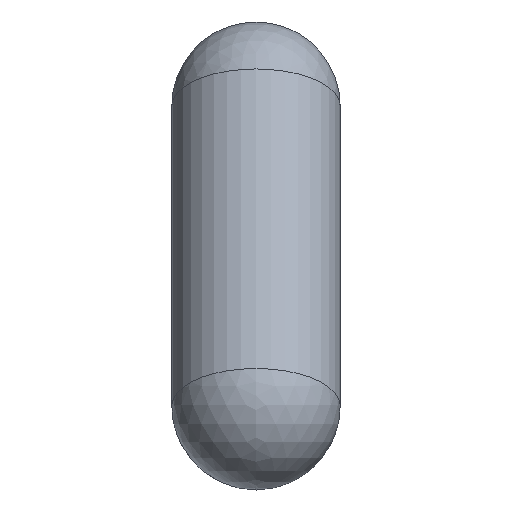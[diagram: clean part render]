
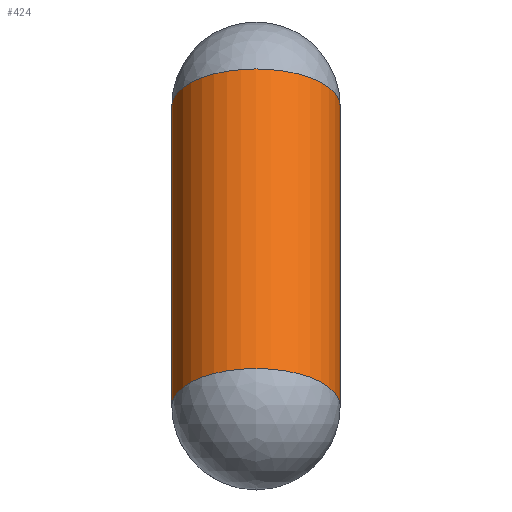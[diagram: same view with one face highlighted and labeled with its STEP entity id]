
A CAD part, left-side view. The second image highlights one B-rep face of the part: STEP entity #424.
In plain terms, the highlighted cylindrical face has radius 15 mm (diameter 30 mm), a partial arc.
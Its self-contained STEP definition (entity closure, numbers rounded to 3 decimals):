
#54=FACE_OUTER_BOUND('',#85,.T.);
#85=EDGE_LOOP('',(#349,#350,#351,#352,#353));
#114=CIRCLE('',#480,15.);
#116=CIRCLE('',#482,15.);
#120=CIRCLE('',#488,15.);
#139=LINE('',#843,#163);
#140=LINE('',#846,#164);
#163=VECTOR('',#600,10.);
#164=VECTOR('',#603,10.);
#206=VERTEX_POINT('',#830);
#207=VERTEX_POINT('',#831);
#209=VERTEX_POINT('',#835);
#210=VERTEX_POINT('',#842);
#211=VERTEX_POINT('',#844);
#256=EDGE_CURVE('',#206,#207,#114,.T.);
#258=EDGE_CURVE('',#207,#209,#116,.T.);
#262=EDGE_CURVE('',#206,#210,#139,.T.);
#263=EDGE_CURVE('',#211,#210,#120,.T.);
#264=EDGE_CURVE('',#211,#209,#140,.T.);
#349=ORIENTED_EDGE('',*,*,#256,.F.);
#350=ORIENTED_EDGE('',*,*,#262,.T.);
#351=ORIENTED_EDGE('',*,*,#263,.F.);
#352=ORIENTED_EDGE('',*,*,#264,.T.);
#353=ORIENTED_EDGE('',*,*,#258,.F.);
#404=CYLINDRICAL_SURFACE('',#487,15.);
#424=ADVANCED_FACE('',(#54),#404,.T.);
#480=AXIS2_PLACEMENT_3D('',#832,#584,#585);
#482=AXIS2_PLACEMENT_3D('',#836,#588,#589);
#487=AXIS2_PLACEMENT_3D('',#841,#598,#599);
#488=AXIS2_PLACEMENT_3D('',#845,#601,#602);
#584=DIRECTION('center_axis',(-0.442,0.,-0.897));
#585=DIRECTION('ref_axis',(-0.634,-0.707,0.313));
#588=DIRECTION('center_axis',(-0.442,0.,-0.897));
#589=DIRECTION('ref_axis',(-0.634,-0.707,0.313));
#598=DIRECTION('center_axis',(0.442,0.,0.897));
#599=DIRECTION('ref_axis',(-0.634,-0.707,0.313));
#600=DIRECTION('',(0.442,0.,0.897));
#601=DIRECTION('center_axis',(0.442,0.,0.897));
#602=DIRECTION('ref_axis',(-0.634,-0.707,0.313));
#603=DIRECTION('',(-0.442,0.,-0.897));
#830=CARTESIAN_POINT('',(-129.998,0.,6.641));
#831=CARTESIAN_POINT('',(-143.45,15.,13.277));
#832=CARTESIAN_POINT('Origin',(-129.998,15.,6.641));
#835=CARTESIAN_POINT('',(-129.998,30.,6.641));
#836=CARTESIAN_POINT('Origin',(-129.998,15.,6.641));
#841=CARTESIAN_POINT('Origin',(-122.61,15.,21.616));
#842=CARTESIAN_POINT('',(-103.674,0.,60.));
#843=CARTESIAN_POINT('',(-122.61,0.,21.616));
#844=CARTESIAN_POINT('',(-103.674,30.,60.));
#845=CARTESIAN_POINT('Origin',(-103.674,15.,60.));
#846=CARTESIAN_POINT('',(-122.61,30.,21.616));
